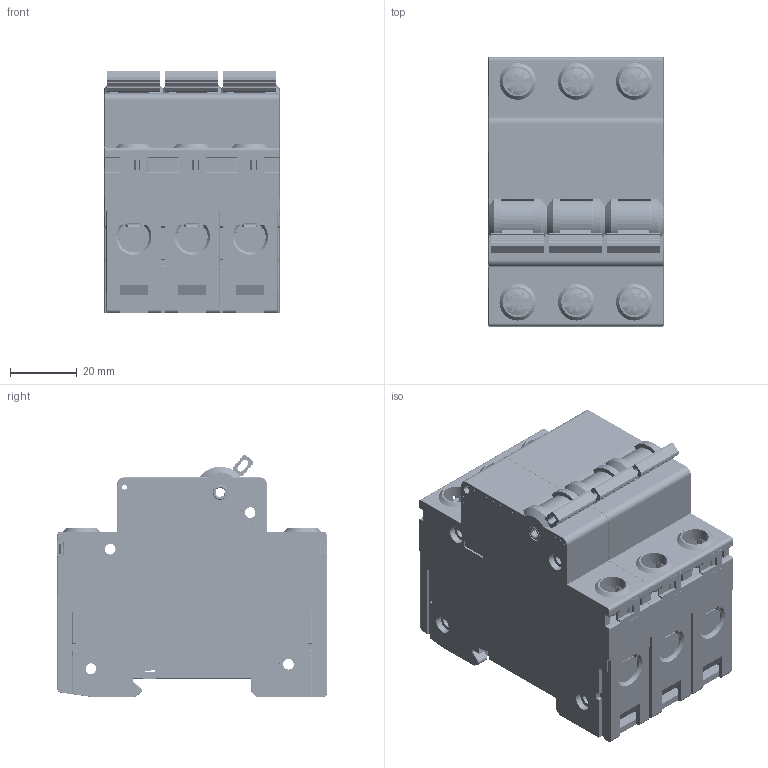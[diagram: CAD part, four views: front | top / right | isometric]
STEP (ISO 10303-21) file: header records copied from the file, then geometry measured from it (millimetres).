
FILE_DESCRIPTION(('CATIA V5 STEP Exchange'),'2;1');
FILE_NAME('SCB-3P.stp','2020-05-20T01:53:24+00:00',('none'),('none'),'CATIA Version 5 Release 19 SP 6 (IN-10)','CATIA V5 STEP AP214','none');
FILE_SCHEMA(('AUTOMOTIVE_DESIGN { 1 0 10303 214 1 1 1 1 }'));
Products named in the file (2): SCB-2P; SCB外观图
Assembly tree (3 placements, depth 2):
  SCB-2P
    SCB外观图  x3
Bounding box: 52.64 x 81 x 72.68 mm (x, y, z)
Volume: 93399.3 mm3; surface area: 145530.7 mm2
Topology: 30 solids, 39 shells, 8580 faces, 24165 edges, 15657 vertices
Faces by surface type: plane 5589, cylinder 2292, cone 342, sphere 156, torus 129, bspline 72
Entity records: 96727 total; most frequent: CARTESIAN_POINT 24794, ORIENTED_EDGE 16018, DIRECTION 12837, EDGE_CURVE 8015, VECTOR 5905, LINE 5905, VERTEX_POINT 5219, AXIS2_PLACEMENT_3D 4102
